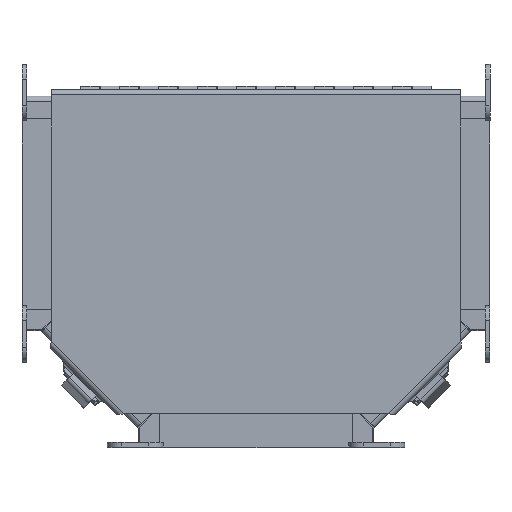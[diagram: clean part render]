
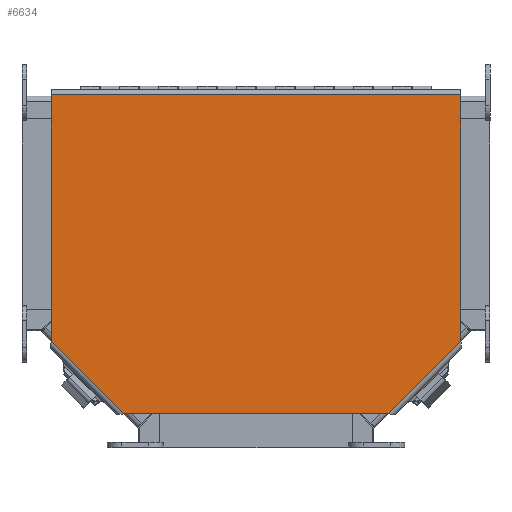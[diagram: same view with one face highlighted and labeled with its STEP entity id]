
A CAD part, top view. The second image highlights one B-rep face of the part: STEP entity #6634.
In plain terms, the highlighted planar face has unit normal (0, 0, 1).
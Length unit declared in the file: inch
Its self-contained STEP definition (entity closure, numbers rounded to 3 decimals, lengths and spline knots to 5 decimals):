
#358=PLANE('',#7027);
#625=FACE_OUTER_BOUND('',#989,.T.);
#989=EDGE_LOOP('',(#4869,#4870,#4871,#4872,#4873,#4874));
#1752=LINE('',#9992,#2422);
#1758=LINE('',#10074,#2428);
#1764=LINE('',#10148,#2434);
#1767=LINE('',#10153,#2437);
#1768=LINE('',#10155,#2438);
#1769=LINE('',#10156,#2439);
#2422=VECTOR('',#7921,2.61529);
#2428=VECTOR('',#7931,2.61529);
#2434=VECTOR('',#7941,6.32671);
#2437=VECTOR('',#7946,6.80142);
#2438=VECTOR('',#7947,6.32671);
#2439=VECTOR('',#7948,10.5);
#3034=VERTEX_POINT('',#9983);
#3035=VERTEX_POINT('',#9991);
#3040=VERTEX_POINT('',#10065);
#3041=VERTEX_POINT('',#10073);
#3046=VERTEX_POINT('',#10147);
#3048=VERTEX_POINT('',#10154);
#3725=EDGE_CURVE('',#3035,#3034,#1752,.T.);
#3735=EDGE_CURVE('',#3041,#3040,#1758,.T.);
#3744=EDGE_CURVE('',#3035,#3046,#1764,.T.);
#3747=EDGE_CURVE('',#3041,#3034,#1767,.T.);
#3748=EDGE_CURVE('',#3048,#3040,#1768,.T.);
#3749=EDGE_CURVE('',#3048,#3046,#1769,.T.);
#4869=ORIENTED_EDGE('',*,*,#3725,.T.);
#4870=ORIENTED_EDGE('',*,*,#3747,.F.);
#4871=ORIENTED_EDGE('',*,*,#3735,.T.);
#4872=ORIENTED_EDGE('',*,*,#3748,.F.);
#4873=ORIENTED_EDGE('',*,*,#3749,.T.);
#4874=ORIENTED_EDGE('',*,*,#3744,.F.);
#6634=ADVANCED_FACE('',(#625),#358,.T.);
#7027=AXIS2_PLACEMENT_3D('',#10152,#7944,#7945);
#7921=DIRECTION('',(0.707,-0.707,0.));
#7931=DIRECTION('',(0.707,0.707,0.));
#7941=DIRECTION('',(0.,1.,0.));
#7944=DIRECTION('center_axis',(0.,0.,1.));
#7945=DIRECTION('ref_axis',(1.,0.,0.));
#7946=DIRECTION('',(-1.,0.,0.));
#7947=DIRECTION('',(0.,-1.,0.));
#7948=DIRECTION('',(-1.,0.,0.));
#9983=CARTESIAN_POINT('',(-3.40071,-4.15625,0.074));
#9991=CARTESIAN_POINT('',(-5.25,-2.30696,0.074));
#9992=CARTESIAN_POINT('',(-4.5787,-2.97826,0.074));
#10065=CARTESIAN_POINT('',(5.25,-2.30696,0.074));
#10073=CARTESIAN_POINT('',(3.40071,-4.15625,0.074));
#10074=CARTESIAN_POINT('',(3.65406,-3.9029,0.074));
#10147=CARTESIAN_POINT('',(-5.25,4.01975,0.074));
#10148=CARTESIAN_POINT('',(-5.25,4.15625,0.074));
#10152=CARTESIAN_POINT('Origin',(0.,0.25785,0.074));
#10153=CARTESIAN_POINT('',(-5.25,-4.15625,0.074));
#10154=CARTESIAN_POINT('',(5.25,4.01975,0.074));
#10155=CARTESIAN_POINT('',(5.25,-4.15625,0.074));
#10156=CARTESIAN_POINT('',(2.625,4.01975,0.074));
